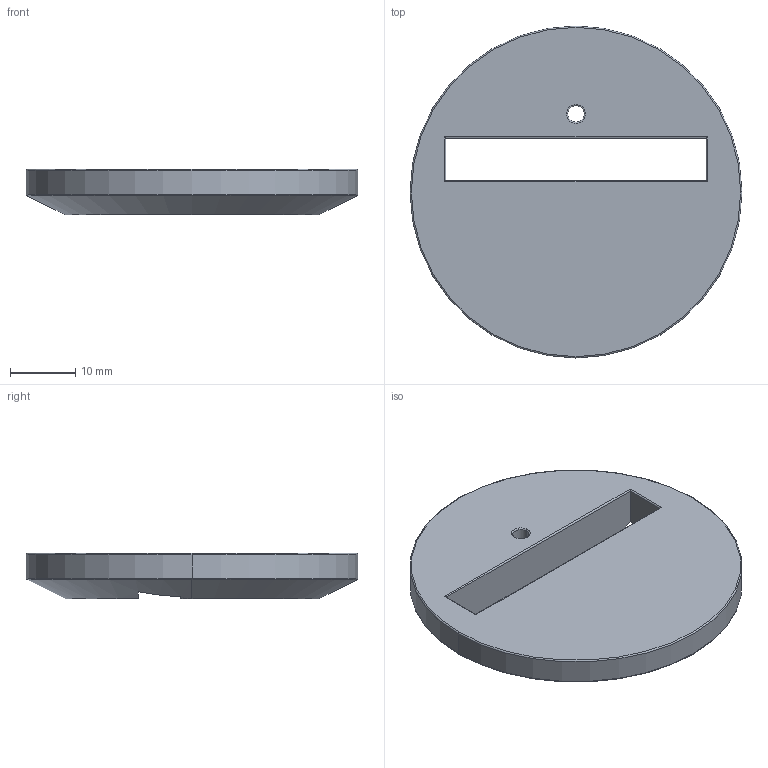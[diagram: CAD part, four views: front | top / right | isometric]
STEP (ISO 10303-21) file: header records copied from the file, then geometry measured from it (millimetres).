
FILE_DESCRIPTION (( 'STEP AP214' ), '1' );
FILE_NAME ('seat.STEP', '2025-10-07T13:59:40', ( '' ), ( '' ), 'SwSTEP 2.0', 'SolidWorks 2023', '' );
FILE_SCHEMA (( 'AUTOMOTIVE_DESIGN' ));
Length unit declared in the file: millimetre
Products named in the file (1): seat
Bounding box: 51 x 51 x 7 mm (x, y, z)
Volume: 10957.4 mm3; surface area: 5035.2 mm2
Topology: 1 solids, 1 shells, 44 faces, 106 edges, 61 vertices
Faces by surface type: cylinder 19, plane 11, torus 8, cone 2, sphere 2, bspline 2
Entity records: 1330 total; most frequent: CARTESIAN_POINT 314, DIRECTION 217, ORIENTED_EDGE 206, EDGE_CURVE 103, AXIS2_PLACEMENT_3D 87, VERTEX_POINT 60, EDGE_LOOP 47, CIRCLE 44
